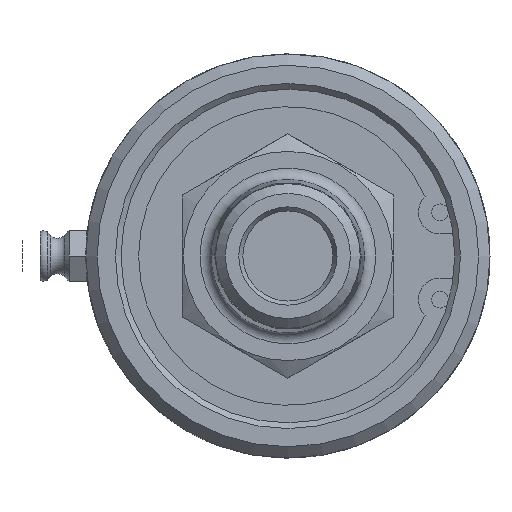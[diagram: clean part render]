
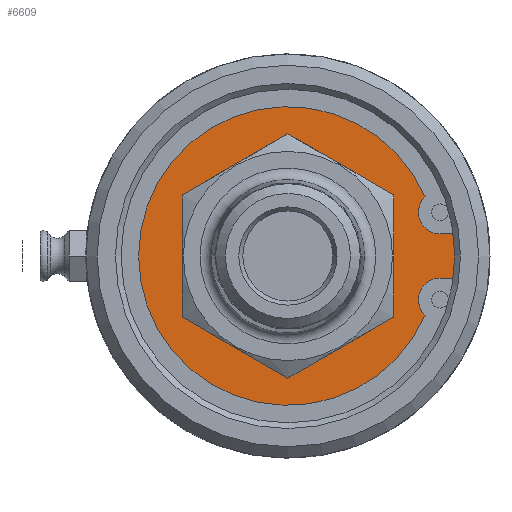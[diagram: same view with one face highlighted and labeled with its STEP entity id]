
A CAD part, left-side view. The second image highlights one B-rep face of the part: STEP entity #6609.
In plain terms, the highlighted planar face has unit normal (-1, 0, 0).
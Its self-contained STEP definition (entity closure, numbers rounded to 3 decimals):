
#106=FACE_BOUND('',#1856,.T.);
#569=LINE('',#14740,#926);
#574=LINE('',#14758,#931);
#926=VECTOR('',#7943,10.);
#931=VECTOR('',#7958,10.);
#1102=PLANE('',#7052);
#1442=FACE_OUTER_BOUND('',#1855,.T.);
#1855=EDGE_LOOP('',(#5895,#5896,#5897,#5898,#5899,#5900));
#1856=EDGE_LOOP('',(#5901,#5902));
#2394=CIRCLE('',#6930,13.9);
#2395=CIRCLE('',#6931,13.9);
#2404=CIRCLE('',#6946,3.048);
#2405=CIRCLE('',#6948,3.048);
#2406=CIRCLE('',#6950,21.057);
#2462=CIRCLE('',#7053,25.375);
#3018=VERTEX_POINT('',#14710);
#3019=VERTEX_POINT('',#14711);
#3029=VERTEX_POINT('',#14737);
#3030=VERTEX_POINT('',#14739);
#3034=VERTEX_POINT('',#14755);
#3035=VERTEX_POINT('',#14757);
#3036=VERTEX_POINT('',#14761);
#3037=VERTEX_POINT('',#14765);
#3912=EDGE_CURVE('',#3018,#3019,#2394,.T.);
#3913=EDGE_CURVE('',#3019,#3018,#2395,.T.);
#3925=EDGE_CURVE('',#3030,#3029,#569,.T.);
#3933=EDGE_CURVE('',#3035,#3034,#574,.T.);
#3935=EDGE_CURVE('',#3036,#3030,#2404,.T.);
#3937=EDGE_CURVE('',#3034,#3037,#2405,.T.);
#3939=EDGE_CURVE('',#3037,#3036,#2406,.T.);
#4039=EDGE_CURVE('',#3029,#3035,#2462,.T.);
#5895=ORIENTED_EDGE('',*,*,#3925,.T.);
#5896=ORIENTED_EDGE('',*,*,#4039,.T.);
#5897=ORIENTED_EDGE('',*,*,#3933,.T.);
#5898=ORIENTED_EDGE('',*,*,#3937,.T.);
#5899=ORIENTED_EDGE('',*,*,#3939,.T.);
#5900=ORIENTED_EDGE('',*,*,#3935,.T.);
#5901=ORIENTED_EDGE('',*,*,#3912,.T.);
#5902=ORIENTED_EDGE('',*,*,#3913,.T.);
#6609=ADVANCED_FACE('',(#1442,#106),#1102,.F.);
#6930=AXIS2_PLACEMENT_3D('',#14712,#7919,#7920);
#6931=AXIS2_PLACEMENT_3D('',#14713,#7921,#7922);
#6946=AXIS2_PLACEMENT_3D('',#14762,#7962,#7963);
#6948=AXIS2_PLACEMENT_3D('',#14766,#7967,#7968);
#6950=AXIS2_PLACEMENT_3D('',#14769,#7972,#7973);
#7052=AXIS2_PLACEMENT_3D('',#14990,#8218,#8219);
#7053=AXIS2_PLACEMENT_3D('',#14991,#8220,#8221);
#7919=DIRECTION('center_axis',(1.,0.,0.));
#7920=DIRECTION('ref_axis',(0.,1.,0.));
#7921=DIRECTION('center_axis',(1.,0.,0.));
#7922=DIRECTION('ref_axis',(0.,1.,0.));
#7943=DIRECTION('',(0.,-1.,0.));
#7958=DIRECTION('',(0.,1.,0.));
#7962=DIRECTION('center_axis',(1.,0.,0.));
#7963=DIRECTION('ref_axis',(0.,0.,1.));
#7967=DIRECTION('center_axis',(1.,0.,0.));
#7968=DIRECTION('ref_axis',(0.,-0.961,0.276));
#7972=DIRECTION('center_axis',(-1.,0.,0.));
#7973=DIRECTION('ref_axis',(0.,0.,-1.));
#8218=DIRECTION('center_axis',(1.,0.,0.));
#8219=DIRECTION('ref_axis',(0.,0.,-1.));
#8220=DIRECTION('center_axis',(-1.,0.,0.));
#8221=DIRECTION('ref_axis',(0.,1.,0.));
#14710=CARTESIAN_POINT('',(3.978,13.9,0.));
#14711=CARTESIAN_POINT('',(3.978,-13.9,0.));
#14712=CARTESIAN_POINT('Origin',(3.978,0.,0.));
#14713=CARTESIAN_POINT('Origin',(3.978,0.,0.));
#14737=CARTESIAN_POINT('',(3.978,-25.184,-3.112));
#14739=CARTESIAN_POINT('',(3.978,-21.461,-3.112));
#14740=CARTESIAN_POINT('',(3.978,-3.137,-3.112));
#14755=CARTESIAN_POINT('',(3.978,-21.461,3.112));
#14757=CARTESIAN_POINT('',(3.978,-25.184,3.112));
#14758=CARTESIAN_POINT('',(3.978,-1.275,3.112));
#14761=CARTESIAN_POINT('',(3.978,-19.334,-8.343));
#14762=CARTESIAN_POINT('Origin',(3.978,-21.461,-6.16));
#14765=CARTESIAN_POINT('',(3.978,-19.334,8.343));
#14766=CARTESIAN_POINT('Origin',(3.978,-21.461,6.16));
#14769=CARTESIAN_POINT('Origin',(3.978,0.,0.));
#14990=CARTESIAN_POINT('Origin',(3.978,18.91,0.));
#14991=CARTESIAN_POINT('Origin',(3.978,0.,0.));
